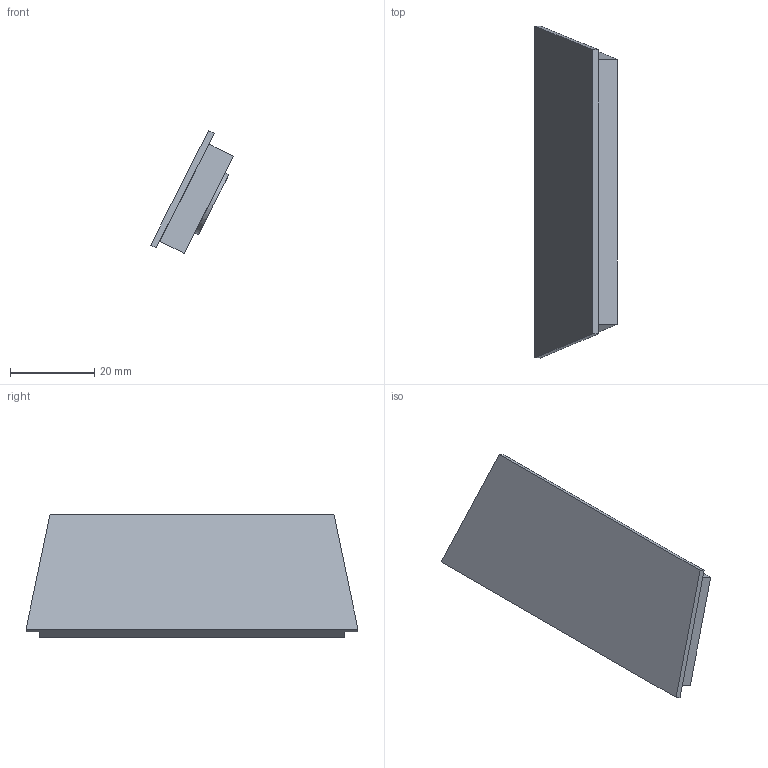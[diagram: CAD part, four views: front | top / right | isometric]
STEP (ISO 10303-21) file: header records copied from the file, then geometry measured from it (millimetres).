
FILE_DESCRIPTION(/* description */ ('STEP AP242','CAx-IF Rec.Pracs.---Representation and Presentation of Product Manufacturing Information (PMI)---4.0---2014-10-13','CAx-IF Rec.Pracs.---3D Tessellated Geometry---0.4---2014-09-14','2;1'),/* implementation_level */ '2;1');
FILE_NAME(/* name */ '681f75e988f8237c677e7b06',/* time_stamp */ '2025-05-10T15:51:06Z',/* author */ (''),/* organization */ (''),/* preprocessor_version */ 'ST-DEVELOPER v20',/* originating_system */ 'ONSHAPE BY PTC INC, 1.197',/* authorisation */ ' ');
FILE_SCHEMA (('AP242_MANAGED_MODEL_BASED_3D_ENGINEERING_MIM_LF { 1 0 10303 442 1 1 4 }'));
Length unit declared in the file: metre
Products named in the file (1): piece2
Bounding box: 19.62 x 78.76 x 29.2 mm (x, y, z)
Volume: 14223.3 mm3; surface area: 6263.5 mm2
Topology: 1 solids, 1 shells, 15 faces, 30 edges, 20 vertices
Faces by surface type: plane 13, cylinder 2
Full cylindrical faces by diameter (mm): 12 x1, 16 x1
Entity records: 400 total; most frequent: DIRECTION 64, CARTESIAN_POINT 64, ORIENTED_EDGE 56, EDGE_CURVE 28, LINE 24, VECTOR 24, VERTEX_POINT 20, EDGE_LOOP 20
